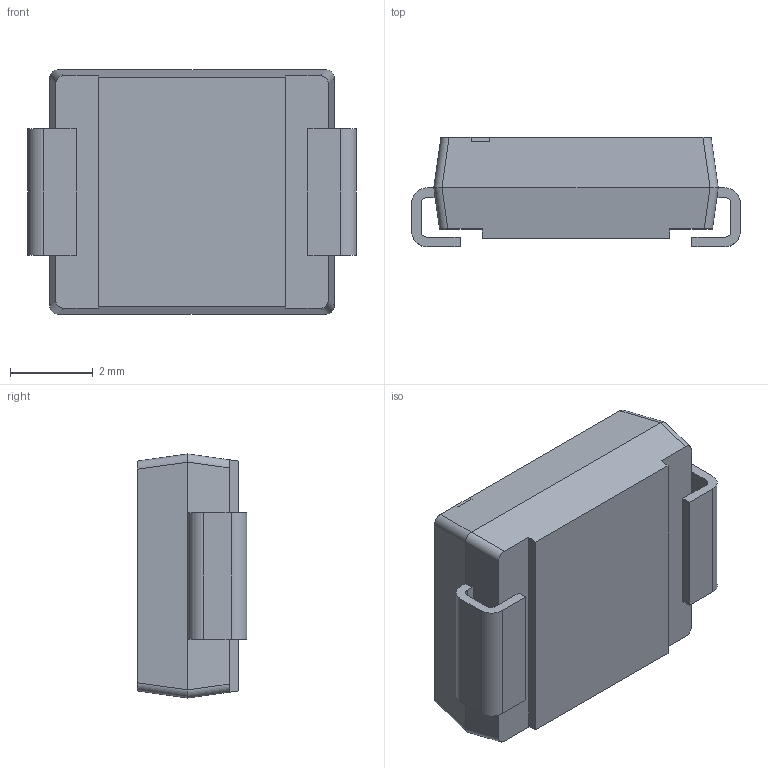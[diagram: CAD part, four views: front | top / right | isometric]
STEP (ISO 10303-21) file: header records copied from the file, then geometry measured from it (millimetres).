
FILE_DESCRIPTION (( 'STEP AP214' ), '1' );
FILE_NAME ('S3AH.STEP', '2023-02-27T17:55:22', ( '' ), ( '' ), 'SwSTEP 2.0', 'SolidWorks 2021', '' );
FILE_SCHEMA (( 'AUTOMOTIVE_DESIGN' ));
Length unit declared in the file: millimetre
Products named in the file (1): S3AH
Bounding box: 7.95 x 2.65 x 5.9 mm (x, y, z)
Volume: 94.9 mm3; surface area: 175.2 mm2
Topology: 4 solids, 4 shells, 60 faces, 148 edges, 96 vertices
Faces by surface type: plane 44, cylinder 16
Entity records: 1805 total; most frequent: CARTESIAN_POINT 341, ORIENTED_EDGE 296, DIRECTION 274, EDGE_CURVE 148, VECTOR 120, LINE 120, VERTEX_POINT 96, AXIS2_PLACEMENT_3D 77
